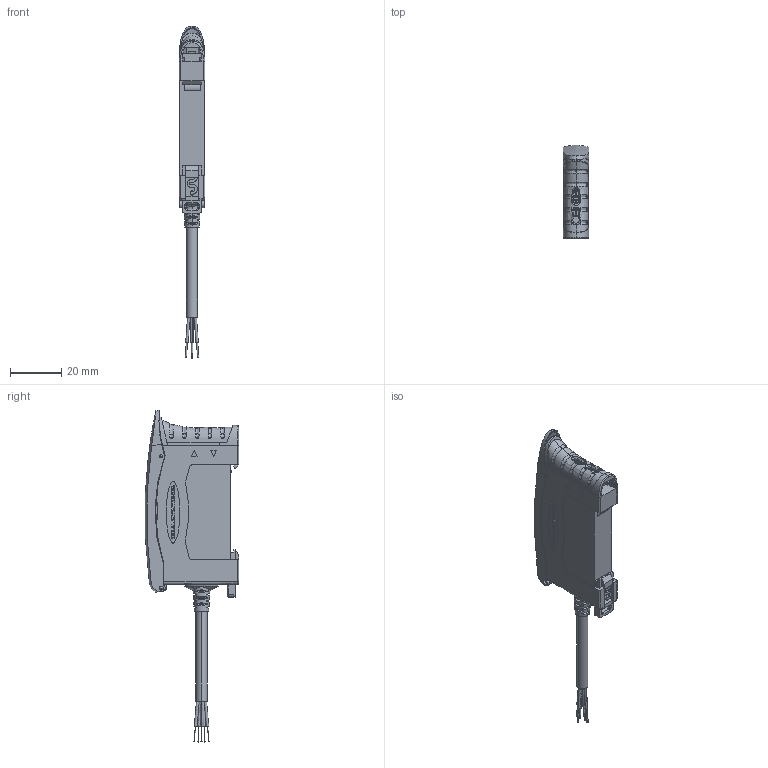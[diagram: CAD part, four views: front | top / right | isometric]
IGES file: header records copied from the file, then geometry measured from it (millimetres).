
Start section:  PTC IGES file: 156680.igs
Global section: file name: 156680.igs; native system: Pro/ENGINEER by Parametric Technology Corporation; preprocessor: 2009141; author: banengservice; organization: Unknown; date: 20110209.094845; units: inch
Bounding box: 10.1 x 36.42 x 129.64 mm (x, y, z)
Volume: 8180.5 mm3; surface area: 15047.9 mm2
Topology: 1 solids, 1 shells, 1524 faces, 4241 edges, 2747 vertices
Faces by surface type: bspline 809, extrusion 384, revolution 331
